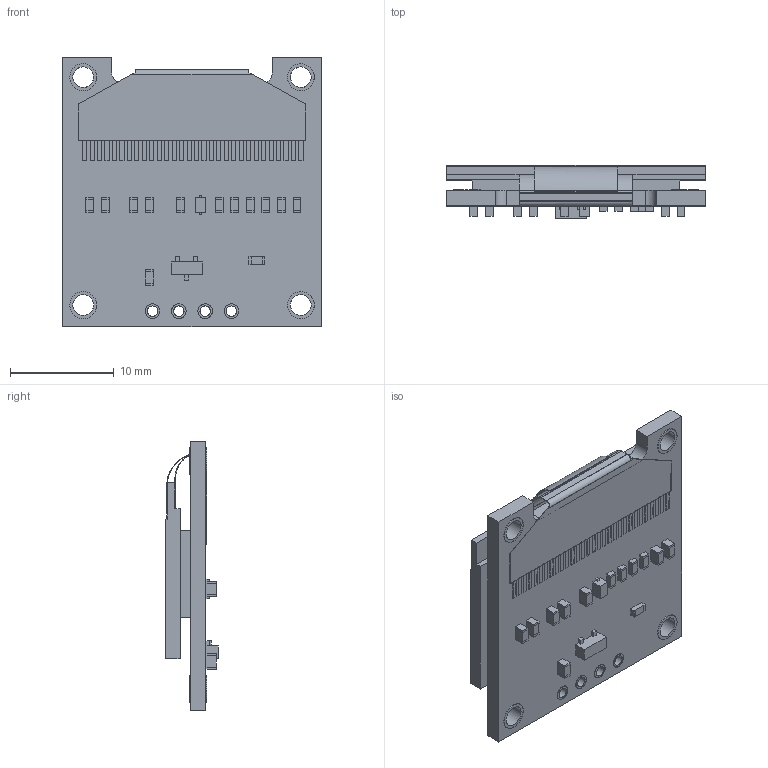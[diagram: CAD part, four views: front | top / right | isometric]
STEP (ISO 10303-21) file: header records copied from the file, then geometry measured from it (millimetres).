
FILE_DESCRIPTION(('eMachineShop Model'),'2;1');
FILE_NAME('OSSD-128x64_1733874289.214.step', '2024-04-20T17:24:32',('eMachineShop'),('eMachineShop'), 'eMachineShop','eMachineShop','Unknown');
FILE_SCHEMA(('AUTOMOTIVE_DESIGN { 1 0 10303 214 1 1 1 1 }'));
Length unit declared in the file: millimetre
Products named in the file (1): eMachineShop
Bounding box: 25 x 5.1 x 26 mm (x, y, z)
Volume: 1646.3 mm3; surface area: 2365.7 mm2
Topology: 1 solids, 1 shells, 415 faces, 1291 edges, 923 vertices
Faces by surface type: bspline 415
Entity records: 37463 total; most frequent: CARTESIAN_POINT 16220, ORIENTED_EDGE 2582, PCURVE 2582, DEFINITIONAL_REPRESENTATION 2582, DIRECTION 2226, LINE 2224, VECTOR 2224, B_SPLINE_CURVE_WITH_KNOTS 1551
